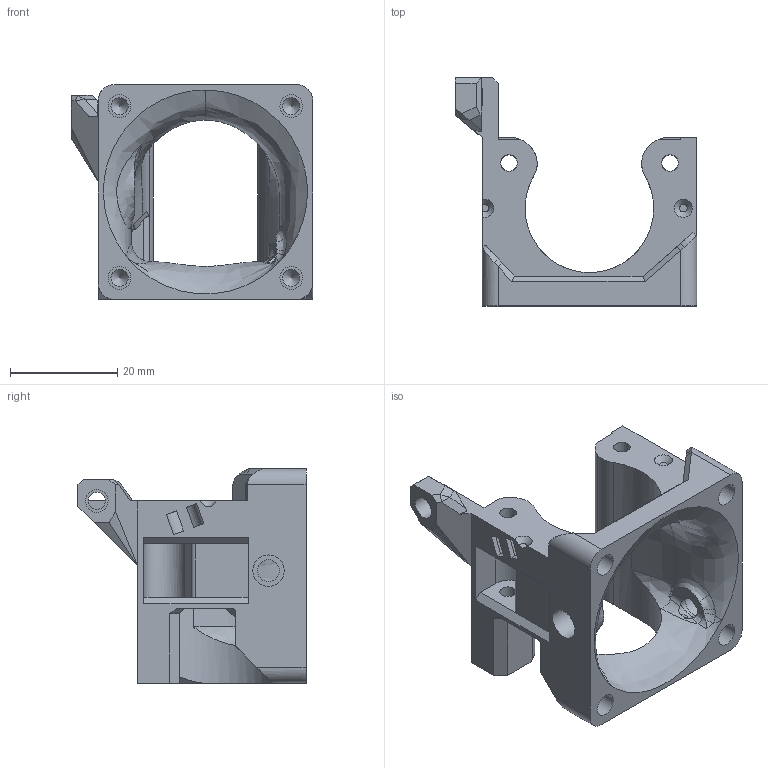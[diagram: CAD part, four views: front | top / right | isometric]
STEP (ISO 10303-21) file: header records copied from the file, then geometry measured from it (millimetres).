
FILE_DESCRIPTION(('FreeCAD Model'),'2;1');
FILE_NAME('Open CASCADE Shape Model','2024-07-20T22:34:16',(''),(''), 'Open CASCADE STEP processor 7.6','FreeCAD','Unknown');
FILE_SCHEMA(('AUTOMOTIVE_DESIGN { 1 0 10303 214 1 1 1 1 }'));
Length unit declared in the file: millimetre
Products named in the file (1): rr_toolhead_vc4_front_beacon v1
Bounding box: 45 x 42.5 x 40 mm (x, y, z)
Volume: 15995.1 mm3; surface area: 9587.3 mm2
Topology: 1 solids, 1 shells, 209 faces, 575 edges, 368 vertices
Faces by surface type: plane 138, bspline 33, cylinder 32, cone 6
Full cylindrical faces by diameter (mm): 3.1 x4, 3.2 x1, 4.1 x2, 4.25 x5, 5.85 x2
Entity records: 20802 total; most frequent: CARTESIAN_POINT 10008, DIRECTION 1809, LINE 1169, VECTOR 1169, ORIENTED_EDGE 1132, PCURVE 1132, DEFINITIONAL_REPRESENTATION 1132, EDGE_CURVE 566
